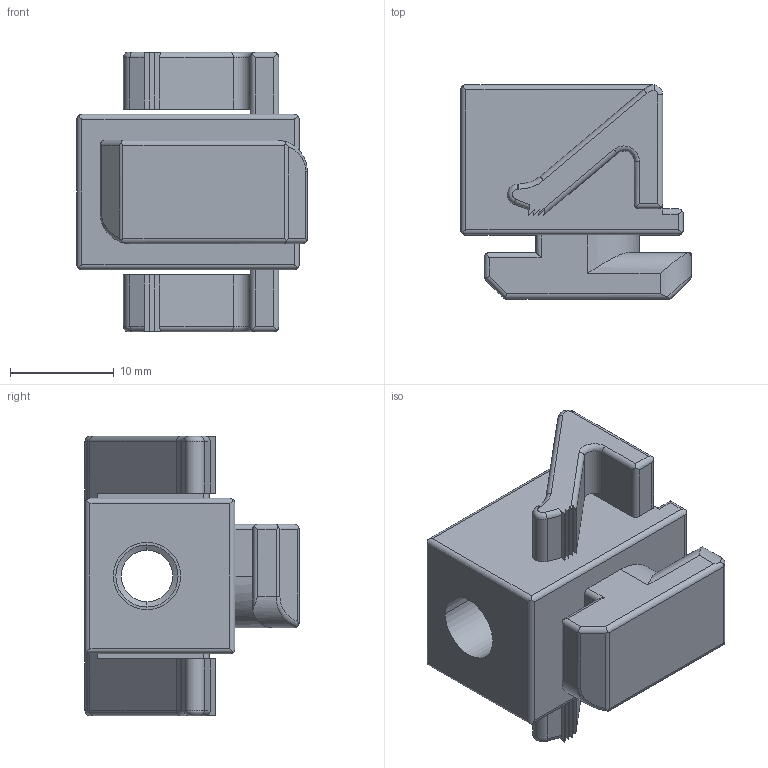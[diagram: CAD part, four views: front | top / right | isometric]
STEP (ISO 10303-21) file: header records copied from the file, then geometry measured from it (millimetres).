
FILE_DESCRIPTION(('Creo Elements/Direct Modeling STEP Export'),'2;1');
FILE_NAME('44.0461.M6_Verkleidungsklipp-MMS-44_einteilig-schwarz.stp','2022-03-21T 9:02:28',(''),(''),'PTC Creo Elements/Direct Modeling STEP processor for AP214 (Solid Model)','PTC Creo Elements/Direct Modeling 19.0C 15-Aug-2015 (C) Parametric Technology GmbH','');
FILE_SCHEMA(('AUTOMOTIVE_DESIGN { 1 0 10303 214 1 1 1 1 }'));
Length unit declared in the file: millimetre
Products named in the file (4): Verkleidungsklipp-MMS-44_96.4047_PX175508.02; Vierkantmutter-DIN557_M6-8.8_17593_17593; Vierkantmutter-DIN557_M6-8.8_17593_PX175513; Verkleidungsklipp-MMS-44_einteilig-schwarz_44.0461.M6_PX175514
Assembly tree (3 placements, depth 2):
  Verkleidungsklipp-MMS-44_einteilig-schwarz_44.0461.M6_PX175514
    Vierkantmutter-DIN557_M6-8.8_17593_PX175513
    Vierkantmutter-DIN557_M6-8.8_17593_17593
    Verkleidungsklipp-MMS-44_96.4047_PX175508.02
Bounding box: 22.25 x 20.7 x 27 mm (x, y, z)
Volume: 5830.1 mm3; surface area: 4214.9 mm2
Topology: 3 solids, 3 shells, 175 faces, 459 edges, 292 vertices
Faces by surface type: plane 76, cylinder 71, cone 16, torus 10, bspline 2
Entity records: 7186 total; most frequent: CARTESIAN_POINT 2755, ORIENTED_EDGE 918, DIRECTION 871, EDGE_CURVE 459, AXIS2_PLACEMENT_3D 305, VERTEX_POINT 292, VECTOR 261, LINE 261
